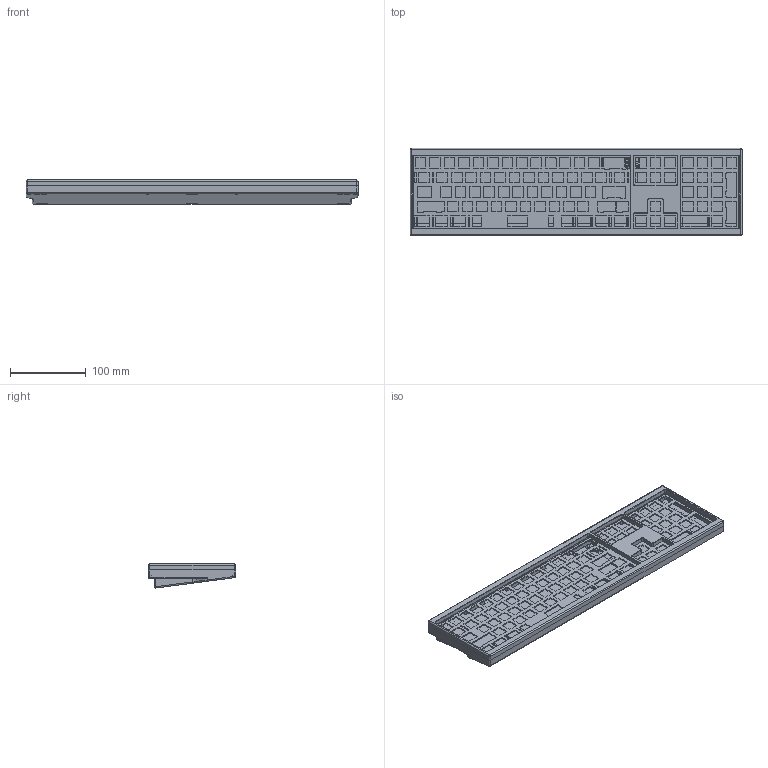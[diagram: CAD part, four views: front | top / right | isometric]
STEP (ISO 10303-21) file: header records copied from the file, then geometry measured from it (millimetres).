
FILE_DESCRIPTION(/* description */ (''),/* implementation_level */ '2;1');
FILE_NAME(/* name */ 'FRL100.step',/* time_stamp */ '2022-12-13T21:40:03+03:00',/* author */ (''),/* organization */ (''),/* preprocessor_version */ 'ST-DEVELOPER v19.2',/* originating_system */ 'Autodesk Translation Framework v11.17.0.187',/* authorisation */ '');
FILE_SCHEMA (('AUTOMOTIVE_DESIGN { 1 0 10303 214 3 1 1 }'));
Products named in the file (21): FRL100; Plate 1.5; Mounting Pads; Unified-Daughterboard; USON-10_2.5x1.0mm_P0.5mm; SOLID; L_1206_3216Metric; SOLID (1); R_0603_1608Metric; R_1206_3216Metric; SOLID (3); D_SOD-123; SOLID (4); HRO__TYPE-C-31-M-12; SOLID (5); JST-SR-4; SOLID (6); R_0603_1608Metric_1; SOLID (2); COMPOUND; Bottom button
Assembly tree (30 placements, depth 4):
  FRL100
    Plate 1.5
    Mounting Pads
    Unified-Daughterboard
      USON-10_2.5x1.0mm_P0.5mm
        SOLID
      L_1206_3216Metric
        SOLID (1)
      R_0603_1608Metric
        SOLID (2)
      R_1206_3216Metric
        SOLID (3)
      D_SOD-123
        SOLID (4)
      HRO__TYPE-C-31-M-12
        SOLID (5)
      JST-SR-4
        SOLID (6)
      R_0603_1608Metric_1
        SOLID (2)
      COMPOUND
    Bottom button  x10
Bounding box: 437.57 x 115.2 x 31.67 mm (x, y, z)
Volume: 459544.6 mm3; surface area: 236541.1 mm2
Topology: 32 solids, 32 shells, 2444 faces, 6598 edges, 4326 vertices
Faces by surface type: plane 1299, cylinder 1034, torus 53, cone 42, bspline 14, sphere 2
Full cylindrical faces by diameter (mm): 0.2 x1, 0.5 x2, 0.65 x2, 1.5 x10, 1.623 x20, 2 x60, 2.075 x16, 2.2 x8, 2.5 x10, 3 x12, 4.5 x8, 5 x10
Entity records: 75268 total; most frequent: CARTESIAN_POINT 13129, DIRECTION 13075, ORIENTED_EDGE 12682, EDGE_CURVE 6341, AXIS2_PLACEMENT_3D 4402, LINE 4271, VECTOR 4271, VERTEX_POINT 4174
